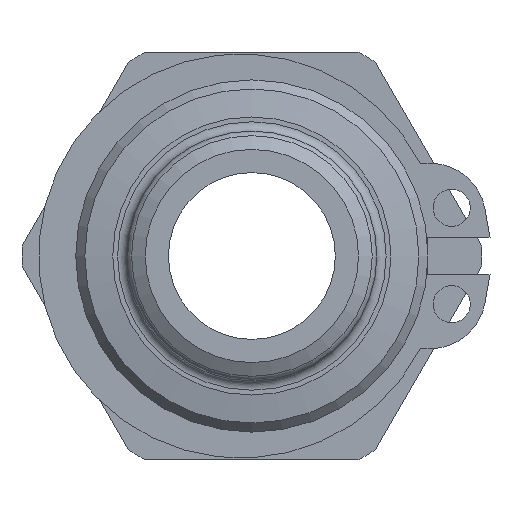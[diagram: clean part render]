
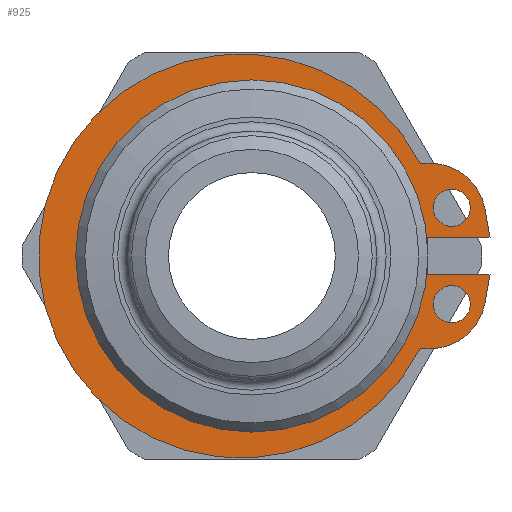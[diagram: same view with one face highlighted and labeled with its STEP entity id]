
A CAD part, left-side view. The second image highlights one B-rep face of the part: STEP entity #925.
In plain terms, the highlighted planar face has unit normal (-1, 0, 0).
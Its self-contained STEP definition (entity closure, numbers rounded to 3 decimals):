
#25=FACE_BOUND('',#111,.T.);
#26=FACE_BOUND('',#112,.T.);
#36=PLANE('',#1002);
#58=FACE_OUTER_BOUND('',#110,.T.);
#110=EDGE_LOOP('',(#594,#595,#596,#597,#598,#599,#600,#601,#602,#603,#604));
#111=EDGE_LOOP('',(#605));
#112=EDGE_LOOP('',(#606));
#172=LINE('',#1432,#238);
#175=LINE('',#1438,#241);
#176=LINE('',#1440,#242);
#177=LINE('',#1446,#243);
#178=LINE('',#1448,#244);
#179=LINE('',#1452,#245);
#238=VECTOR('',#1128,10.);
#241=VECTOR('',#1133,10.);
#242=VECTOR('',#1134,10.);
#243=VECTOR('',#1139,10.);
#244=VECTOR('',#1140,10.);
#245=VECTOR('',#1143,10.);
#303=CIRCLE('',#1000,3.);
#304=CIRCLE('',#1003,9.);
#305=CIRCLE('',#1004,9.);
#306=CIRCLE('',#1005,3.);
#307=CIRCLE('',#1006,10.9);
#308=CIRCLE('',#1007,1.);
#309=CIRCLE('',#1008,1.);
#370=VERTEX_POINT('',#1425);
#371=VERTEX_POINT('',#1427);
#372=VERTEX_POINT('',#1431);
#374=VERTEX_POINT('',#1437);
#375=VERTEX_POINT('',#1439);
#376=VERTEX_POINT('',#1441);
#377=VERTEX_POINT('',#1443);
#378=VERTEX_POINT('',#1445);
#379=VERTEX_POINT('',#1447);
#380=VERTEX_POINT('',#1449);
#381=VERTEX_POINT('',#1451);
#382=VERTEX_POINT('',#1454);
#383=VERTEX_POINT('',#1456);
#456=EDGE_CURVE('',#370,#371,#303,.T.);
#458=EDGE_CURVE('',#371,#372,#172,.T.);
#461=EDGE_CURVE('',#374,#370,#175,.T.);
#462=EDGE_CURVE('',#375,#374,#176,.T.);
#463=EDGE_CURVE('',#376,#375,#304,.T.);
#464=EDGE_CURVE('',#377,#376,#305,.T.);
#465=EDGE_CURVE('',#378,#377,#177,.T.);
#466=EDGE_CURVE('',#379,#378,#178,.T.);
#467=EDGE_CURVE('',#380,#379,#306,.T.);
#468=EDGE_CURVE('',#381,#380,#179,.T.);
#469=EDGE_CURVE('',#372,#381,#307,.T.);
#470=EDGE_CURVE('',#382,#382,#308,.T.);
#471=EDGE_CURVE('',#383,#383,#309,.T.);
#594=ORIENTED_EDGE('',*,*,#456,.F.);
#595=ORIENTED_EDGE('',*,*,#461,.F.);
#596=ORIENTED_EDGE('',*,*,#462,.F.);
#597=ORIENTED_EDGE('',*,*,#463,.F.);
#598=ORIENTED_EDGE('',*,*,#464,.F.);
#599=ORIENTED_EDGE('',*,*,#465,.F.);
#600=ORIENTED_EDGE('',*,*,#466,.F.);
#601=ORIENTED_EDGE('',*,*,#467,.F.);
#602=ORIENTED_EDGE('',*,*,#468,.F.);
#603=ORIENTED_EDGE('',*,*,#469,.F.);
#604=ORIENTED_EDGE('',*,*,#458,.F.);
#605=ORIENTED_EDGE('',*,*,#470,.T.);
#606=ORIENTED_EDGE('',*,*,#471,.T.);
#925=ADVANCED_FACE('',(#58,#25,#26),#36,.F.);
#1000=AXIS2_PLACEMENT_3D('',#1428,#1123,#1124);
#1002=AXIS2_PLACEMENT_3D('',#1436,#1131,#1132);
#1003=AXIS2_PLACEMENT_3D('',#1442,#1135,#1136);
#1004=AXIS2_PLACEMENT_3D('',#1444,#1137,#1138);
#1005=AXIS2_PLACEMENT_3D('',#1450,#1141,#1142);
#1006=AXIS2_PLACEMENT_3D('',#1453,#1144,#1145);
#1007=AXIS2_PLACEMENT_3D('',#1455,#1146,#1147);
#1008=AXIS2_PLACEMENT_3D('',#1457,#1148,#1149);
#1123=DIRECTION('center_axis',(1.,0.,0.));
#1124=DIRECTION('ref_axis',(0.,-0.643,-0.766));
#1128=DIRECTION('',(0.,1.,0.));
#1131=DIRECTION('center_axis',(1.,0.,0.));
#1132=DIRECTION('ref_axis',(0.,0.,-1.));
#1133=DIRECTION('',(0.,0.174,-0.985));
#1134=DIRECTION('',(0.,-1.,0.));
#1135=DIRECTION('center_axis',(-1.,0.,0.));
#1136=DIRECTION('ref_axis',(0.,0.,1.));
#1137=DIRECTION('center_axis',(-1.,0.,0.));
#1138=DIRECTION('ref_axis',(0.,0.,1.));
#1139=DIRECTION('',(0.,1.,0.));
#1140=DIRECTION('',(0.,-0.174,-0.985));
#1141=DIRECTION('center_axis',(1.,0.,0.));
#1142=DIRECTION('ref_axis',(0.,-0.643,0.766));
#1143=DIRECTION('',(0.,-1.,0.));
#1144=DIRECTION('center_axis',(1.,0.,0.));
#1145=DIRECTION('ref_axis',(0.,-0.889,-0.459));
#1146=DIRECTION('center_axis',(1.,0.,0.));
#1147=DIRECTION('ref_axis',(0.,0.,-1.));
#1148=DIRECTION('center_axis',(1.,0.,0.));
#1149=DIRECTION('ref_axis',(0.,0.,-1.));
#1425=CARTESIAN_POINT('',(19.8,-12.576,-2.521));
#1427=CARTESIAN_POINT('',(19.8,-9.622,-5.));
#1428=CARTESIAN_POINT('Origin',(19.8,-9.622,-2.));
#1431=CARTESIAN_POINT('',(19.8,-9.086,-5.));
#1432=CARTESIAN_POINT('',(19.8,-12.139,-5.));
#1436=CARTESIAN_POINT('Origin',(19.8,-1.48,0.));
#1437=CARTESIAN_POINT('',(19.8,-12.844,-1.));
#1438=CARTESIAN_POINT('',(19.8,-12.844,-1.));
#1439=CARTESIAN_POINT('',(19.8,-8.944,-1.));
#1440=CARTESIAN_POINT('',(19.8,-8.944,-1.));
#1441=CARTESIAN_POINT('',(19.8,0.,-9.));
#1442=CARTESIAN_POINT('Origin',(19.8,0.,0.));
#1443=CARTESIAN_POINT('',(19.8,-8.944,1.));
#1444=CARTESIAN_POINT('Origin',(19.8,0.,0.));
#1445=CARTESIAN_POINT('',(19.8,-12.844,1.));
#1446=CARTESIAN_POINT('',(19.8,-12.844,1.));
#1447=CARTESIAN_POINT('',(19.8,-12.576,2.521));
#1448=CARTESIAN_POINT('',(19.8,-12.139,5.));
#1449=CARTESIAN_POINT('',(19.8,-9.622,5.));
#1450=CARTESIAN_POINT('Origin',(19.8,-9.622,2.));
#1451=CARTESIAN_POINT('',(19.8,-9.086,5.));
#1452=CARTESIAN_POINT('',(19.8,-9.086,5.));
#1453=CARTESIAN_POINT('Origin',(19.8,0.6,0.));
#1454=CARTESIAN_POINT('',(19.8,-10.78,-1.6));
#1455=CARTESIAN_POINT('Origin',(19.8,-10.78,-2.6));
#1456=CARTESIAN_POINT('',(19.8,-10.78,3.6));
#1457=CARTESIAN_POINT('Origin',(19.8,-10.78,2.6));
